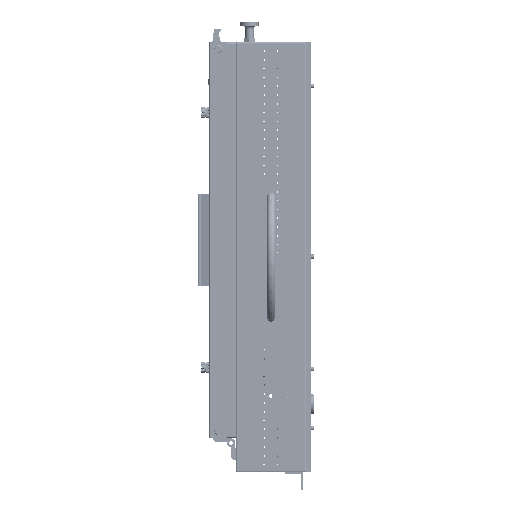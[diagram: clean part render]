
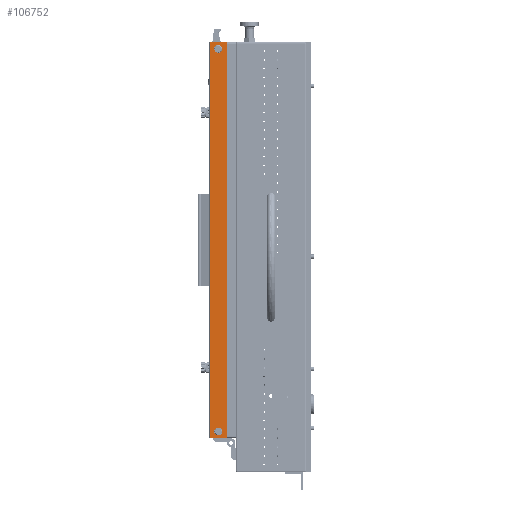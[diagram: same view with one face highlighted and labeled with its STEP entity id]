
A CAD part, left-side view. The second image highlights one B-rep face of the part: STEP entity #106752.
In plain terms, the highlighted face is planar.
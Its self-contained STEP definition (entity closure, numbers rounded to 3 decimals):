
#583 = CARTESIAN_POINT ( 'NONE',  ( -225., 0., 7.5 ) ) ;
#2452 = CARTESIAN_POINT ( 'NONE',  ( 217.5, 10., 7.5 ) ) ;
#5289 = DIRECTION ( 'NONE',  ( 1., 0., 0. ) ) ;
#8442 = VERTEX_POINT ( 'NONE', #10711 ) ;
#9517 = CIRCLE ( 'NONE', #65677, 4.5 ) ;
#10711 = CARTESIAN_POINT ( 'NONE',  ( -225., 19.5, 7.5 ) ) ;
#10715 = DIRECTION ( 'NONE',  ( 0., 0., 1. ) ) ;
#10887 = CARTESIAN_POINT ( 'NONE',  ( 225., 20., 7.5 ) ) ;
#11801 = CARTESIAN_POINT ( 'NONE',  ( 222., 10., 7.5 ) ) ;
#12341 = ORIENTED_EDGE ( 'NONE', *, *, #16879, .F. ) ;
#16879 = EDGE_CURVE ( 'NONE', #37763, #31856, #41623, .T. ) ;
#18000 = ORIENTED_EDGE ( 'NONE', *, *, #57111, .F. ) ;
#19955 = EDGE_LOOP ( 'NONE', ( #36076, #18000 ) ) ;
#21498 = CARTESIAN_POINT ( 'NONE',  ( -225., 0.5, 7.5 ) ) ;
#22631 = LINE ( 'NONE', #106712, #91745 ) ;
#25239 = AXIS2_PLACEMENT_3D ( 'NONE', #583, #90478, #91206 ) ;
#25917 = VERTEX_POINT ( 'NONE', #31737 ) ;
#26507 = CARTESIAN_POINT ( 'NONE',  ( -217.5, 10., 7.5 ) ) ;
#26892 = DIRECTION ( 'NONE',  ( 1., 0., 0. ) ) ;
#28044 = ORIENTED_EDGE ( 'NONE', *, *, #102553, .T. ) ;
#28715 = LINE ( 'NONE', #87443, #29968 ) ;
#29174 = CARTESIAN_POINT ( 'NONE',  ( 225., 0.5, 7.5 ) ) ;
#29498 = CARTESIAN_POINT ( 'NONE',  ( 225., 19.5, 7.5 ) ) ;
#29968 = VECTOR ( 'NONE', #55434, 1000. ) ;
#31675 = EDGE_CURVE ( 'NONE', #75471, #42545, #93918, .T. ) ;
#31737 = CARTESIAN_POINT ( 'NONE',  ( -213., 10., 7.5 ) ) ;
#31851 = DIRECTION ( 'NONE',  ( 0., -1., 0. ) ) ;
#31856 = VERTEX_POINT ( 'NONE', #29174 ) ;
#32480 = PLANE ( 'NONE',  #25239 ) ;
#36076 = ORIENTED_EDGE ( 'NONE', *, *, #92365, .F. ) ;
#36192 = VERTEX_POINT ( 'NONE', #68072 ) ;
#36408 = EDGE_CURVE ( 'NONE', #67452, #31856, #28715, .T. ) ;
#37763 = VERTEX_POINT ( 'NONE', #29498 ) ;
#39005 = CARTESIAN_POINT ( 'NONE',  ( 217.5, 10., 7.5 ) ) ;
#41623 = LINE ( 'NONE', #10887, #104268 ) ;
#42545 = VERTEX_POINT ( 'NONE', #11801 ) ;
#45483 = AXIS2_PLACEMENT_3D ( 'NONE', #39005, #54328, #5289 ) ;
#47443 = EDGE_CURVE ( 'NONE', #42545, #75471, #103008, .T. ) ;
#48281 = DIRECTION ( 'NONE',  ( -1., 0., 0. ) ) ;
#52247 = LINE ( 'NONE', #65013, #100516 ) ;
#52917 = FACE_BOUND ( 'NONE', #66410, .T. ) ;
#54328 = DIRECTION ( 'NONE',  ( 0., 0., 1. ) ) ;
#54387 = CARTESIAN_POINT ( 'NONE',  ( 213., 10., 7.5 ) ) ;
#55434 = DIRECTION ( 'NONE',  ( 1., 0., 0. ) ) ;
#57111 = EDGE_CURVE ( 'NONE', #36192, #25917, #89660, .T. ) ;
#61828 = AXIS2_PLACEMENT_3D ( 'NONE', #26507, #84154, #26892 ) ;
#65013 = CARTESIAN_POINT ( 'NONE',  ( -225., 19.5, 7.5 ) ) ;
#65677 = AXIS2_PLACEMENT_3D ( 'NONE', #74797, #90838, #82125 ) ;
#66410 = EDGE_LOOP ( 'NONE', ( #69942, #84393 ) ) ;
#67452 = VERTEX_POINT ( 'NONE', #21498 ) ;
#68072 = CARTESIAN_POINT ( 'NONE',  ( -222., 10., 7.5 ) ) ;
#68417 = FACE_OUTER_BOUND ( 'NONE', #106333, .T. ) ;
#68943 = DIRECTION ( 'NONE',  ( 1., 0., 0. ) ) ;
#69942 = ORIENTED_EDGE ( 'NONE', *, *, #47443, .F. ) ;
#73906 = EDGE_CURVE ( 'NONE', #37763, #8442, #52247, .T. ) ;
#74797 = CARTESIAN_POINT ( 'NONE',  ( -217.5, 10., 7.5 ) ) ;
#75471 = VERTEX_POINT ( 'NONE', #54387 ) ;
#82125 = DIRECTION ( 'NONE',  ( 1., 0., 0. ) ) ;
#84154 = DIRECTION ( 'NONE',  ( 0., 0., 1. ) ) ;
#84393 = ORIENTED_EDGE ( 'NONE', *, *, #31675, .F. ) ;
#85192 = DIRECTION ( 'NONE',  ( 0., -1., 0. ) ) ;
#87443 = CARTESIAN_POINT ( 'NONE',  ( 225., 0.5, 7.5 ) ) ;
#89660 = CIRCLE ( 'NONE', #61828, 4.5 ) ;
#90478 = DIRECTION ( 'NONE',  ( 0., 0., -1. ) ) ;
#90642 = FACE_BOUND ( 'NONE', #19955, .T. ) ;
#90838 = DIRECTION ( 'NONE',  ( 0., 0., 1. ) ) ;
#91206 = DIRECTION ( 'NONE',  ( -1., 0., 0. ) ) ;
#91745 = VECTOR ( 'NONE', #31851, 1000. ) ;
#92365 = EDGE_CURVE ( 'NONE', #25917, #36192, #9517, .T. ) ;
#93243 = AXIS2_PLACEMENT_3D ( 'NONE', #2452, #10715, #68943 ) ;
#93871 = ORIENTED_EDGE ( 'NONE', *, *, #36408, .T. ) ;
#93918 = CIRCLE ( 'NONE', #93243, 4.5 ) ;
#100516 = VECTOR ( 'NONE', #48281, 1000. ) ;
#102504 = ORIENTED_EDGE ( 'NONE', *, *, #73906, .T. ) ;
#102553 = EDGE_CURVE ( 'NONE', #8442, #67452, #22631, .T. ) ;
#103008 = CIRCLE ( 'NONE', #45483, 4.5 ) ;
#104268 = VECTOR ( 'NONE', #85192, 1000. ) ;
#106333 = EDGE_LOOP ( 'NONE', ( #12341, #102504, #28044, #93871 ) ) ;
#106712 = CARTESIAN_POINT ( 'NONE',  ( -225., 20., 7.5 ) ) ;
#106752 = ADVANCED_FACE ( 'NONE', ( #52917, #90642, #68417 ), #32480, .F. ) ;
